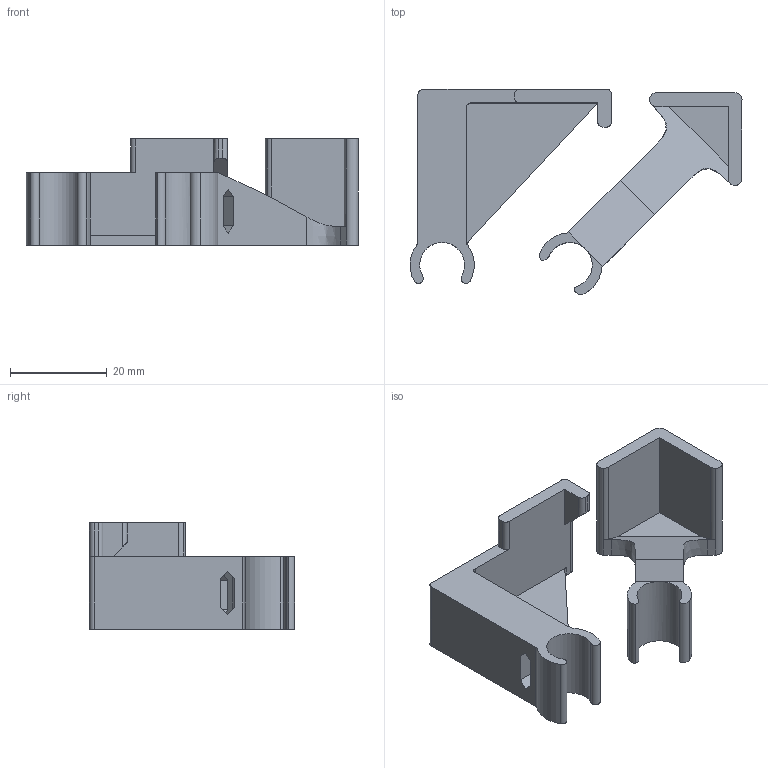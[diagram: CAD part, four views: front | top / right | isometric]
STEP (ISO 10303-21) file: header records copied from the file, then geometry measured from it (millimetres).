
FILE_DESCRIPTION(/* description */ (''),/* implementation_level */ '2;1');
FILE_NAME(/* name */ 'KobraNeoBuildplateGuide.step',/* time_stamp */ '2025-06-04T20:41:13+02:00',/* author */ (''),/* organization */ (''),/* preprocessor_version */ 'ST-DEVELOPER v20.1',/* originating_system */ 'Autodesk Translation Framework v14.10.0.0',/* authorisation */ '');
FILE_SCHEMA (('AUTOMOTIVE_DESIGN { 1 0 10303 214 3 1 1 }'));
Length unit declared in the file: millimetre
Products named in the file (3): KobraNeoBuildplateGuide; KobraNeoBuildplateGuide_Right; KobraNeoBuildplateGuide_Left
Assembly tree (2 placements, depth 2):
  KobraNeoBuildplateGuide
    KobraNeoBuildplateGuide_Right
    KobraNeoBuildplateGuide_Left
Bounding box: 68.65 x 42.42 x 22 mm (x, y, z)
Volume: 13436 mm3; surface area: 8875.5 mm2
Topology: 2 solids, 2 shells, 72 faces, 201 edges, 133 vertices
Faces by surface type: plane 41, cylinder 29, bspline 2
Entity records: 2518 total; most frequent: CARTESIAN_POINT 537, DIRECTION 403, ORIENTED_EDGE 402, EDGE_CURVE 201, AXIS2_PLACEMENT_3D 135, LINE 133, VECTOR 133, VERTEX_POINT 133
